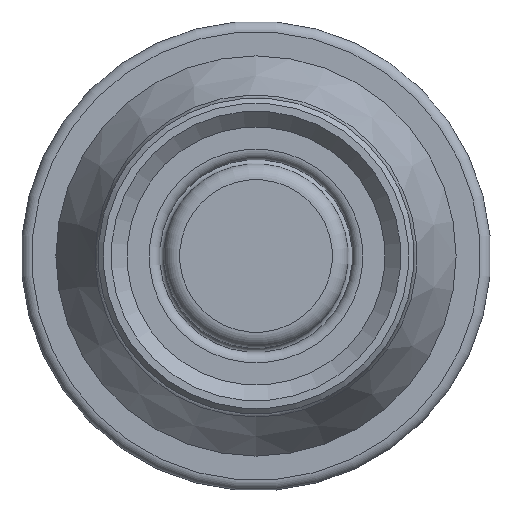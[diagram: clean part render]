
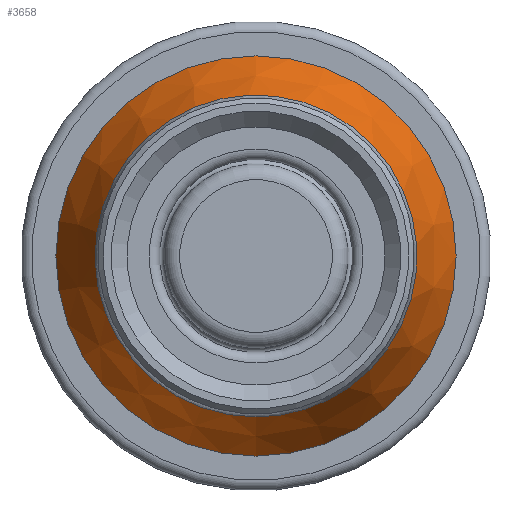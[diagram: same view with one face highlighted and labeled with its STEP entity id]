
A CAD part, front view. The second image highlights one B-rep face of the part: STEP entity #3658.
In plain terms, the highlighted conical face has half-angle 25 degrees and reference radius 19 mm.
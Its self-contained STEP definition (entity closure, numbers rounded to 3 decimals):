
#753=ORIENTED_EDGE('',*,*,#1841,.F.);
#754=ORIENTED_EDGE('',*,*,#1842,.T.);
#1841=EDGE_CURVE('',#2387,#2387,#2775,.F.);
#1842=EDGE_CURVE('',#2388,#2388,#2776,.T.);
#2387=VERTEX_POINT('',#5417);
#2388=VERTEX_POINT('',#5419);
#2775=CIRCLE('',#3920,19.);
#2776=CIRCLE('',#3921,15.281);
#2997=EDGE_LOOP('',(#753));
#2998=EDGE_LOOP('',(#754));
#3323=FACE_BOUND('',#2997,.T.);
#3324=FACE_BOUND('',#2998,.T.);
#3639=CONICAL_SURFACE('',#3919,19.,0.436);
#3658=ADVANCED_FACE('',(#3323,#3324),#3639,.T.);
#3919=AXIS2_PLACEMENT_3D('',#5415,#4372,#4373);
#3920=AXIS2_PLACEMENT_3D('',#5416,#4374,#4375);
#3921=AXIS2_PLACEMENT_3D('',#5418,#4376,#4377);
#4372=DIRECTION('',(0.,1.,0.));
#4373=DIRECTION('',(-0.819,0.,-0.573));
#4374=DIRECTION('',(0.,-1.,0.));
#4375=DIRECTION('',(0.,0.,-1.));
#4376=DIRECTION('',(0.,1.,0.));
#4377=DIRECTION('',(0.573,0.,-0.819));
#5415=CARTESIAN_POINT('',(0.,-1.5,0.));
#5416=CARTESIAN_POINT('',(0.,-1.5,0.));
#5417=CARTESIAN_POINT('',(0.,-1.5,-19.));
#5418=CARTESIAN_POINT('',(0.,-9.475,0.));
#5419=CARTESIAN_POINT('',(8.764,-9.475,-12.518));
